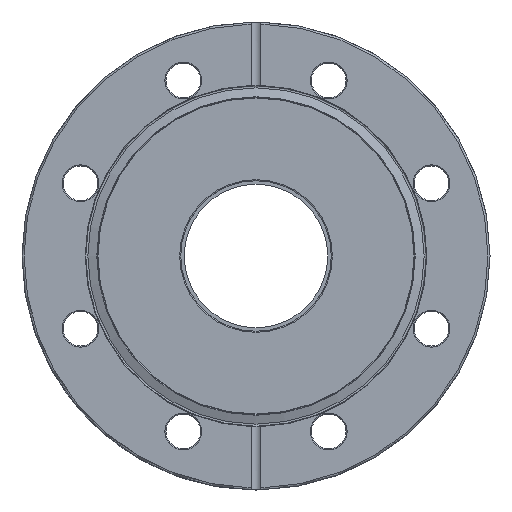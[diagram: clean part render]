
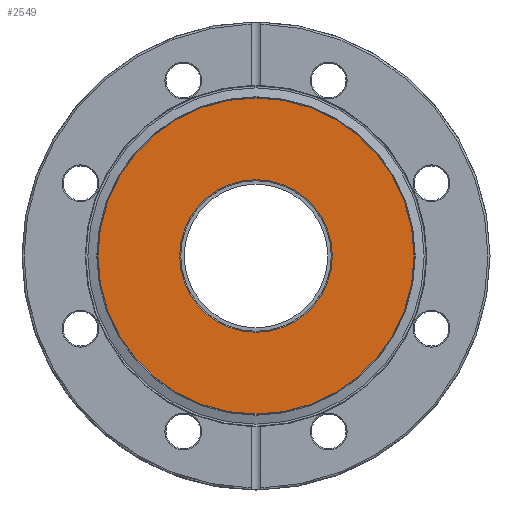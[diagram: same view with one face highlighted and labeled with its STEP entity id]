
A CAD part, front view. The second image highlights one B-rep face of the part: STEP entity #2549.
In plain terms, the highlighted planar face has unit normal (0, -1, 0).
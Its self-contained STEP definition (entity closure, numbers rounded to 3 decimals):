
#145 = DIRECTION ( 'NONE',  ( 0., -1., 0. ) ) ;
#149 = PLANE ( 'NONE',  #1421 ) ;
#294 = CARTESIAN_POINT ( 'NONE',  ( 0., -16.23, -38.333 ) ) ;
#337 = CIRCLE ( 'NONE', #424, 38.333 ) ;
#351 = DIRECTION ( 'NONE',  ( 0., 1., 0. ) ) ;
#353 = AXIS2_PLACEMENT_3D ( 'NONE', #3125, #351, #1746 ) ;
#424 = AXIS2_PLACEMENT_3D ( 'NONE', #442, #145, #964 ) ;
#442 = CARTESIAN_POINT ( 'NONE',  ( 0., -16.23, 0. ) ) ;
#949 = EDGE_CURVE ( 'NONE', #1839, #1839, #337, .T. ) ;
#964 = DIRECTION ( 'NONE',  ( 0., 0., -1. ) ) ;
#1322 = ORIENTED_EDGE ( 'NONE', *, *, #949, .T. ) ;
#1367 = EDGE_LOOP ( 'NONE', ( #1472 ) ) ;
#1421 = AXIS2_PLACEMENT_3D ( 'NONE', #2950, #2131, #2352 ) ;
#1472 = ORIENTED_EDGE ( 'NONE', *, *, #2889, .T. ) ;
#1746 = DIRECTION ( 'NONE',  ( 0., 0., -1. ) ) ;
#1839 = VERTEX_POINT ( 'NONE', #294 ) ;
#1946 = VERTEX_POINT ( 'NONE', #3186 ) ;
#2131 = DIRECTION ( 'NONE',  ( 0., -1., 0. ) ) ;
#2201 = FACE_OUTER_BOUND ( 'NONE', #2598, .T. ) ;
#2352 = DIRECTION ( 'NONE',  ( 0., 0., -1. ) ) ;
#2539 = CIRCLE ( 'NONE', #353, 18.5 ) ;
#2549 = ADVANCED_FACE ( 'NONE', ( #2915, #2201 ), #149, .T. ) ;
#2598 = EDGE_LOOP ( 'NONE', ( #1322 ) ) ;
#2889 = EDGE_CURVE ( 'NONE', #1946, #1946, #2539, .T. ) ;
#2915 = FACE_BOUND ( 'NONE', #1367, .T. ) ;
#2950 = CARTESIAN_POINT ( 'NONE',  ( -18.5, -16.23, 0. ) ) ;
#3125 = CARTESIAN_POINT ( 'NONE',  ( 0., -16.23, 0. ) ) ;
#3186 = CARTESIAN_POINT ( 'NONE',  ( 0., -16.23, -18.5 ) ) ;
